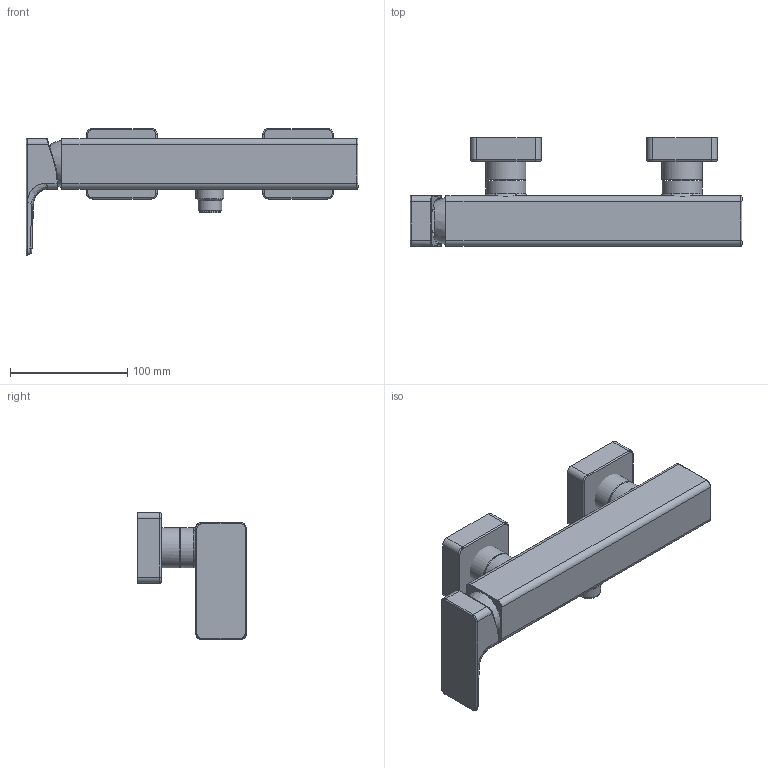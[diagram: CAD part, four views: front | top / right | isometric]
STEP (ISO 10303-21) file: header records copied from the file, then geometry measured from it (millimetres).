
FILE_DESCRIPTION(/* description */ (''),/* implementation_level */ '2;1');
FILE_NAME(/* name */ '3D_TVS112001000_Subway 3.step',/* time_stamp */ '2023-01-17T15:44:10+01:00',/* author */ (''),/* organization */ (''),/* preprocessor_version */ 'ST-DEVELOPER v19.2',/* originating_system */ 'Autodesk Translation Framework v11.17.0.187',/* authorisation */ '');
FILE_SCHEMA (('AUTOMOTIVE_DESIGN { 1 0 10303 214 3 1 1 }'));
Length unit declared in the file: millimetre
Products named in the file (7): (Nicht gespeichert); 6508_; 3923; CALOTTA-C1-TH; ROSONE-SUBWAY; Komponente5; Komponente6
Assembly tree (8 placements, depth 2):
  (Nicht gespeichert)
    6508_
    3923
    CALOTTA-C1-TH  x2
    ROSONE-SUBWAY  x2
    Komponente5
    Komponente6
Bounding box: 282.6 x 92.5 x 108.05 mm (x, y, z)
Volume: 726879.5 mm3; surface area: 102594 mm2
Topology: 8 solids, 8 shells, 253 faces, 580 edges, 345 vertices
Faces by surface type: cylinder 78, plane 73, bspline 45, torus 36, cone 17, sphere 4
Full cylindrical faces by diameter (mm): 4.2 x1, 18.5 x1, 19.2 x1, 20.3 x1, 20.7 x1, 23.8 x1, 32 x1, 32.7 x1, 34 x2, 34.2 x2, 34.7 x1
Entity records: 15382 total; most frequent: CARTESIAN_POINT 10283, DIRECTION 1032, ORIENTED_EDGE 1026, EDGE_CURVE 513, AXIS2_PLACEMENT_3D 415, VERTEX_POINT 304, EDGE_LOOP 231, FACE_OUTER_BOUND 224
